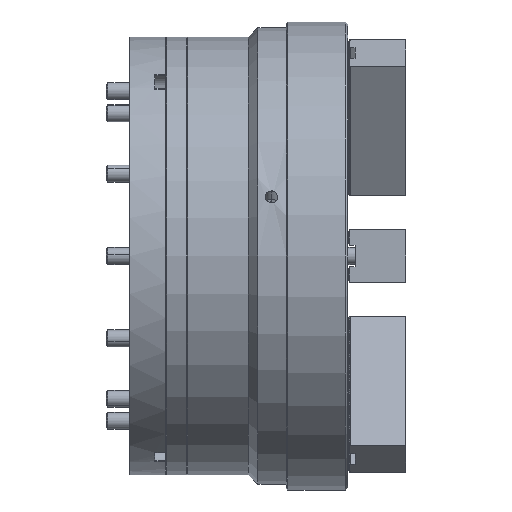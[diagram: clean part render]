
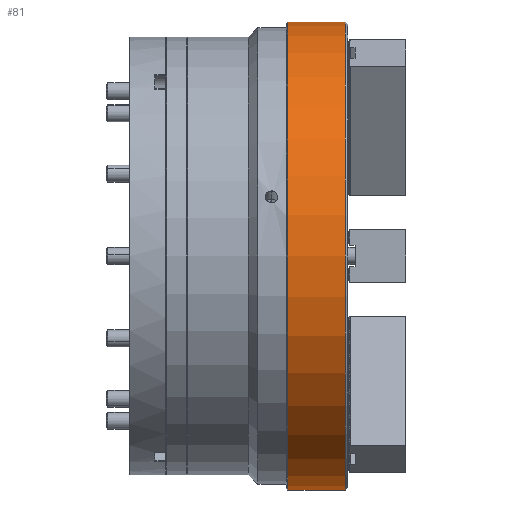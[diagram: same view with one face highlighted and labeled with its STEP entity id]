
A CAD part, front view. The second image highlights one B-rep face of the part: STEP entity #81.
In plain terms, the highlighted cylindrical face has radius 329 mm (diameter 658 mm), a partial arc.
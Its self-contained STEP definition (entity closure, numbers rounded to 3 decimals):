
#81 = ADVANCED_FACE ( 'NONE', ( #3368 ), #25766, .T. ) ;
#2843 = VERTEX_POINT ( 'NONE', #9178 ) ;
#2928 = EDGE_CURVE ( 'NONE', #2843, #29122, #20285, .T. ) ;
#3368 = FACE_OUTER_BOUND ( 'NONE', #14237, .T. ) ;
#3552 = VECTOR ( 'NONE', #19345, 1000. ) ;
#3786 = CARTESIAN_POINT ( 'NONE',  ( 142., 0., 0. ) ) ;
#4239 = VECTOR ( 'NONE', #12703, 1000. ) ;
#4293 = ORIENTED_EDGE ( 'NONE', *, *, #12573, .T. ) ;
#6101 = ORIENTED_EDGE ( 'NONE', *, *, #2928, .T. ) ;
#6731 = DIRECTION ( 'NONE',  ( 0., 0., 1. ) ) ;
#7496 = VERTEX_POINT ( 'NONE', #18934 ) ;
#8188 = VERTEX_POINT ( 'NONE', #34189 ) ;
#9178 = CARTESIAN_POINT ( 'NONE',  ( 142., 0., 329. ) ) ;
#12095 = LINE ( 'NONE', #21244, #4239 ) ;
#12573 = EDGE_CURVE ( 'NONE', #8188, #7496, #24288, .T. ) ;
#12703 = DIRECTION ( 'NONE',  ( -1., 0., 0. ) ) ;
#12930 = ORIENTED_EDGE ( 'NONE', *, *, #24638, .T. ) ;
#13347 = CARTESIAN_POINT ( 'NONE',  ( -116.102, 0., 0. ) ) ;
#14237 = EDGE_LOOP ( 'NONE', ( #19298, #4293, #12930, #6101 ) ) ;
#16190 = DIRECTION ( 'NONE',  ( -1., 0., 0. ) ) ;
#16258 = EDGE_CURVE ( 'NONE', #8188, #29122, #12095, .T. ) ;
#18934 = CARTESIAN_POINT ( 'NONE',  ( 223., 0., 329. ) ) ;
#19298 = ORIENTED_EDGE ( 'NONE', *, *, #16258, .F. ) ;
#19345 = DIRECTION ( 'NONE',  ( -1., 0., 0. ) ) ;
#20285 = CIRCLE ( 'NONE', #35765, 329. ) ;
#21244 = CARTESIAN_POINT ( 'NONE',  ( -116.102, 0., -329. ) ) ;
#24247 = DIRECTION ( 'NONE',  ( 1., 0., 0. ) ) ;
#24288 = CIRCLE ( 'NONE', #31541, 329. ) ;
#24638 = EDGE_CURVE ( 'NONE', #7496, #2843, #25966, .T. ) ;
#25766 = CYLINDRICAL_SURFACE ( 'NONE', #37899, 329. ) ;
#25966 = LINE ( 'NONE', #37041, #3552 ) ;
#29096 = CARTESIAN_POINT ( 'NONE',  ( 142., 0., -329. ) ) ;
#29122 = VERTEX_POINT ( 'NONE', #29096 ) ;
#30095 = CARTESIAN_POINT ( 'NONE',  ( 223., 0., 0. ) ) ;
#30202 = DIRECTION ( 'NONE',  ( 0., 0., 1. ) ) ;
#31291 = DIRECTION ( 'NONE',  ( -1., 0., 0. ) ) ;
#31541 = AXIS2_PLACEMENT_3D ( 'NONE', #30095, #16190, #36786 ) ;
#34189 = CARTESIAN_POINT ( 'NONE',  ( 223., 0., -329. ) ) ;
#35765 = AXIS2_PLACEMENT_3D ( 'NONE', #3786, #24247, #6731 ) ;
#36786 = DIRECTION ( 'NONE',  ( 0., 0., -1. ) ) ;
#37041 = CARTESIAN_POINT ( 'NONE',  ( -116.102, 0., 329. ) ) ;
#37899 = AXIS2_PLACEMENT_3D ( 'NONE', #13347, #31291, #30202 ) ;
